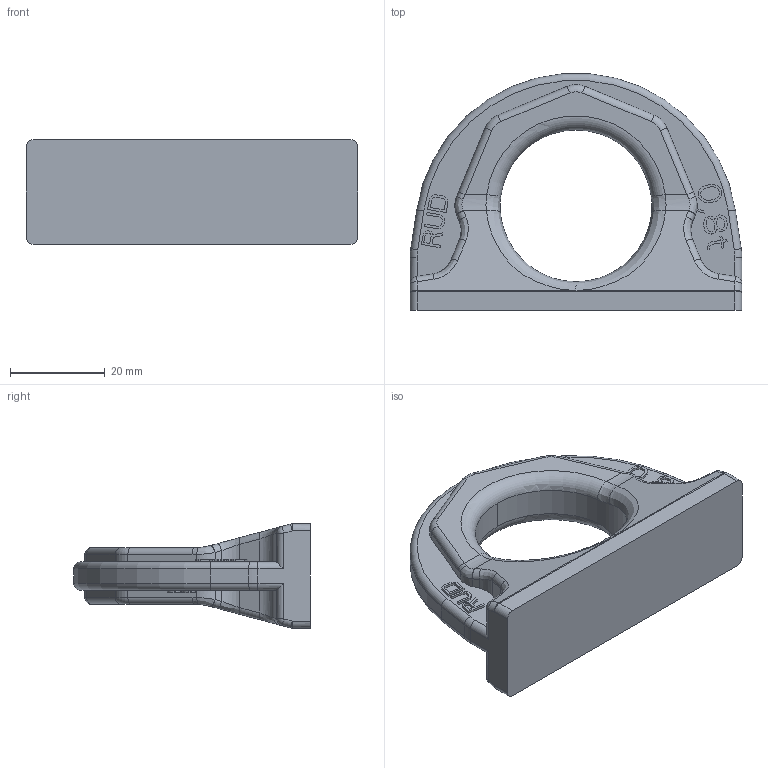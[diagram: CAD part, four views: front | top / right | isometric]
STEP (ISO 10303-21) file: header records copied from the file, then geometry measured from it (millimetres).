
FILE_DESCRIPTION((''),'2;1');
FILE_NAME('001-M35443-P-1','2019-02-22T',('anja.joas'),(''),'PRO/ENGINEER BY PARAMETRIC TECHNOLOGY CORPORATION, 2011490','PRO/ENGINEER BY PARAMETRIC TECHNOLOGY CORPORATION, 2011490','');
FILE_SCHEMA(('CONFIG_CONTROL_DESIGN'));
Length unit declared in the file: millimetre
Products named in the file (1): 001-M35443-P-1
Bounding box: 70 x 49.88 x 22 mm (x, y, z)
Volume: 27317.3 mm3; surface area: 8938.5 mm2
Topology: 1 solids, 1 shells, 459 faces, 1224 edges, 786 vertices
Faces by surface type: plane 335, cylinder 74, bspline 32, torus 14, sphere 4
Entity records: 15949 total; most frequent: CARTESIAN_POINT 4654, ORIENTED_EDGE 2448, DIRECTION 2146, EDGE_CURVE 1224, VECTOR 1004, LINE 1004, VERTEX_POINT 786, AXIS2_PLACEMENT_3D 571
